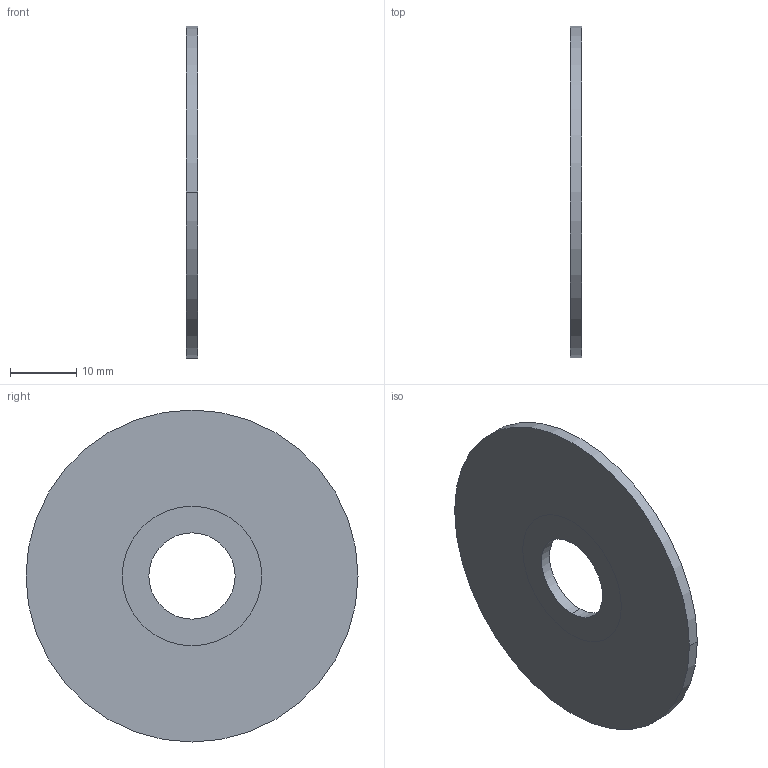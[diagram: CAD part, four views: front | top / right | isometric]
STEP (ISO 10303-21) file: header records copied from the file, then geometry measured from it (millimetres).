
FILE_DESCRIPTION((''),'2;1');
FILE_NAME('304-001-001_QU1_ASM','2018-06-19T',('HolzhauserL'),(''),'CREO PARAMETRIC BY PTC INC, 2016380','CREO PARAMETRIC BY PTC INC, 2016380','');
FILE_SCHEMA(('AUTOMOTIVE_DESIGN { 1 0 10303 214 1 1 1 1 }'));
Length unit declared in the file: millimetre
Products named in the file (3): 54700369NC; 54700369C; 304-001-001_QU1_ASM
Assembly tree (2 placements, depth 2):
  304-001-001_QU1_ASM
    54700369NC
    54700369C
Bounding box: 1.7 x 50 x 50 mm (x, y, z)
Volume: 3112.3 mm3; surface area: 4222.3 mm2
Topology: 2 solids, 2 shells, 12 faces, 27 edges, 20 vertices
Faces by surface type: cylinder 8, plane 4
Entity records: 1378 total; most frequent: DIRECTION 136, PROPERTY_DEFINITION 103, CARTESIAN_POINT 101, REPRESENTATION 101, PROPERTY_DEFINITION_REPRESENTATION 101, DESCRIPTIVE_REPRESENTATION_ITEM 70, GENERAL_PROPERTY 67, GENERAL_PROPERTY_ASSOCIATION 67
